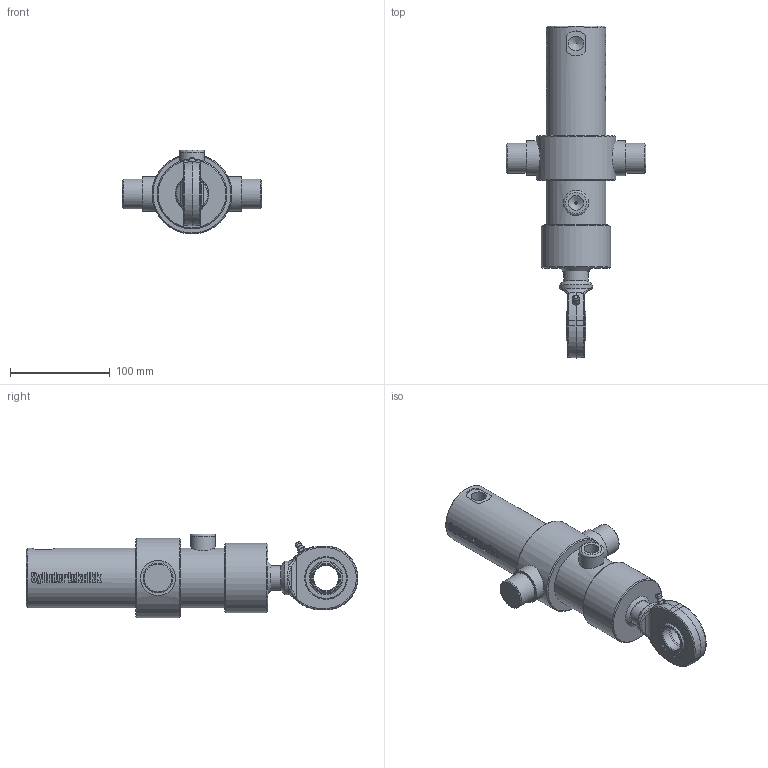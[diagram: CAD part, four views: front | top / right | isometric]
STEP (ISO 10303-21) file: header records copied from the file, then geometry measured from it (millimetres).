
FILE_DESCRIPTION((''),'2;1');
FILE_NAME('DVLP50_25.stp','2010-01-27T10:59:18',('tribel'),(''),'Autodesk Inventor 2009','Autodesk Inventor 2009','');
FILE_SCHEMA(('AUTOMOTIVE_DESIGN { 1 0 10303 214 1 1 1 1 }'));
Length unit declared in the file: millimetre
Products named in the file (5): DVLP50_25; DVLP50_25_body; DVLP50_25_stang; DVLP50_25_Parameters; WS25CKomplett
Assembly tree (4 placements, depth 2):
  DVLP50_25
    DVLP50_25_body
    DVLP50_25_stang
    DVLP50_25_Parameters
    WS25CKomplett
Bounding box: 140 x 332 x 84 mm (x, y, z)
Volume: 709604.6 mm3; surface area: 144858.8 mm2
Topology: 3 solids, 4 shells, 659 faces, 1719 edges, 1118 vertices
Faces by surface type: plane 321, bspline 182, cylinder 91, cone 47, torus 14, sphere 4
Full cylindrical faces by diameter (mm): 2.286 x2, 2.6 x2, 3 x1, 5.5 x1, 5.6 x1, 6 x1, 25 x5, 30 x1, 33.5 x1, 35 x1, 42 x2, 50 x2, 60 x2, 70 x1, 80 x1
Entity records: 52221 total; most frequent: CARTESIAN_POINT 37890, ORIENTED_EDGE 3206, DIRECTION 2302, EDGE_CURVE 1605, VERTEX_POINT 1079, AXIS2_PLACEMENT_3D 827, EDGE_LOOP 797, FACE_OUTER_BOUND 659
